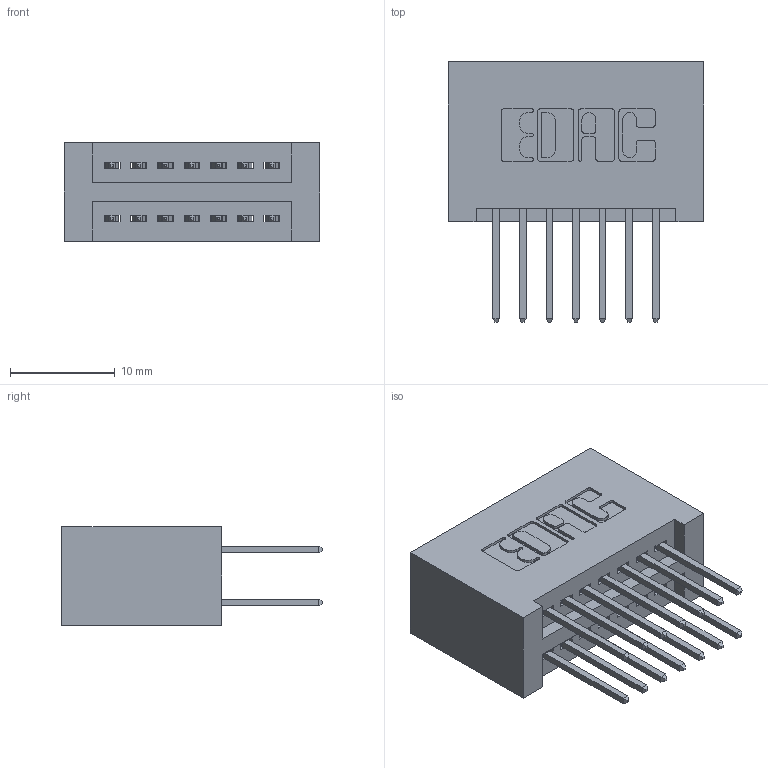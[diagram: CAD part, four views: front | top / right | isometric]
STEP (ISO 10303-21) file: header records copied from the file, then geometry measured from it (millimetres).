
FILE_DESCRIPTION (( 'STEP AP203' ), '1' );
FILE_NAME ('395-014-523-201.STEP', '2018-11-05T22:47:00', ( '' ), ( '' ), 'SwSTEP 2.0', 'SolidWorks 2016', '' );
FILE_SCHEMA (( 'CONFIG_CONTROL_DESIGN' ));
Length unit declared in the file: inch
Products named in the file (3): 345-292-001_345-293-123; 345 Part_No Mounting Lugs; 395-014-523-201
Assembly tree (15 placements, depth 2):
  395-014-523-201
    345 Part_No Mounting Lugs
    345-292-001_345-293-123  x14
Bounding box: 24.38 x 24.82 x 9.4 mm (x, y, z)
Volume: 2688.4 mm3; surface area: 3728 mm2
Topology: 15 solids, 15 shells, 818 faces, 2403 edges, 1582 vertices
Faces by surface type: plane 538, cylinder 280
Entity records: 9945 total; most frequent: CARTESIAN_POINT 1700, ORIENTED_EDGE 1634, DIRECTION 1537, EDGE_CURVE 817, LINE 665, VECTOR 665, VERTEX_POINT 542, AXIS2_PLACEMENT_3D 436
